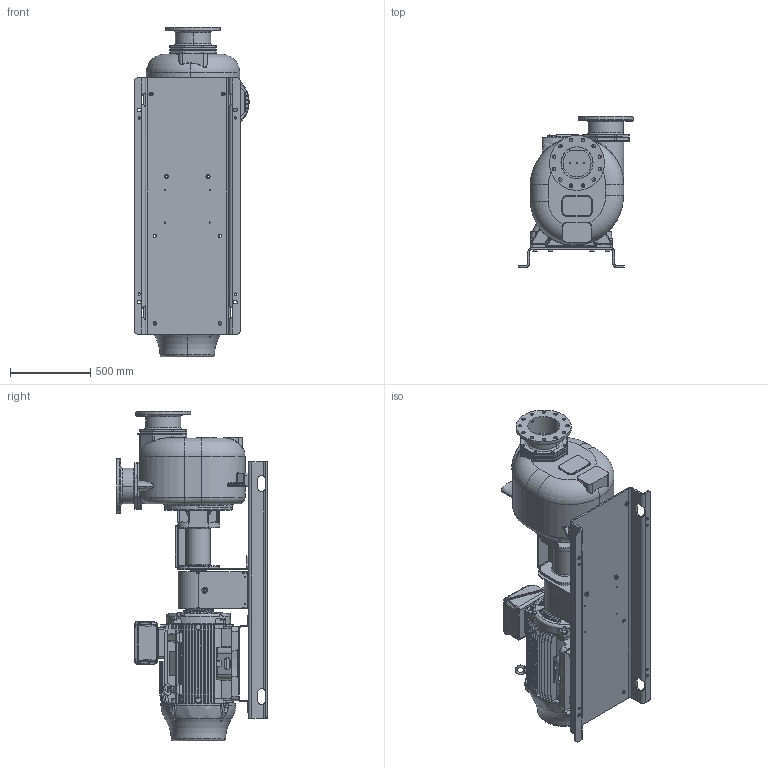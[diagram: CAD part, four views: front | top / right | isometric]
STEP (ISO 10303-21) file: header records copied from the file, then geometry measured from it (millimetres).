
FILE_DESCRIPTION((''),'2;1');
FILE_NAME('S230_B_FIT','2023-03-14T10:44:42',('Nicola'),(''),'CREO PARAMETRIC BY PTC INC, 2022284','CREO PARAMETRIC BY PTC INC, 2022284','');
FILE_SCHEMA(('CONFIG_CONTROL_DESIGN'));
Products named in the file (1): S230_B_FIT
Bounding box: 719.3 x 940 x 2058 mm (x, y, z)
Volume: 282106433.7 mm3; surface area: 11276875.1 mm2
Topology: 1 solids, 1 shells, 4061 faces, 10929 edges, 6961 vertices
Faces by surface type: plane 1631, cylinder 889, cone 860, bspline 403, torus 229, revolution 24, sphere 21, extrusion 4
Entity records: 187244 total; most frequent: CARTESIAN_POINT 87236, ORIENTED_EDGE 21830, DIRECTION 20071, EDGE_CURVE 10915, AXIS2_PLACEMENT_3D 7659, VERTEX_POINT 6961, VECTOR 4729, LINE 4725
